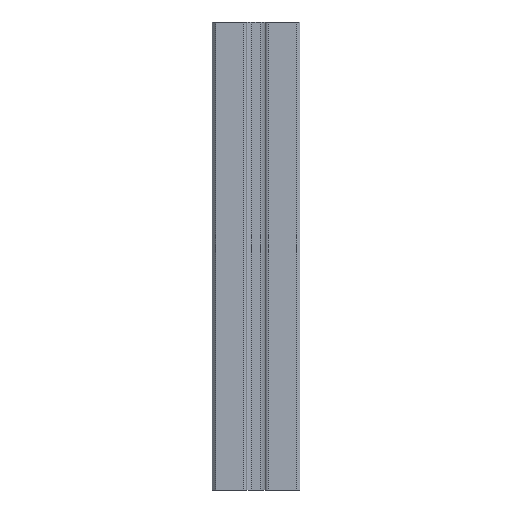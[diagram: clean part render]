
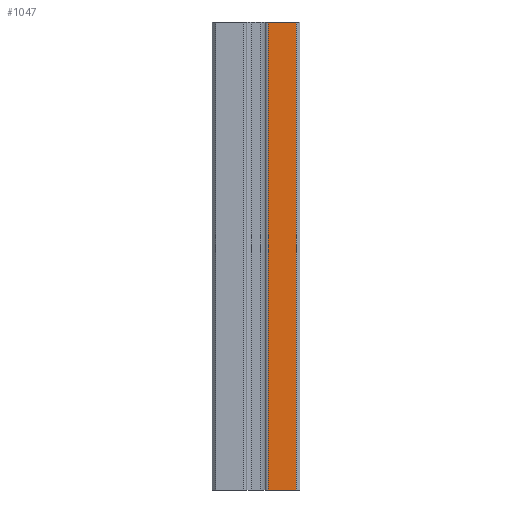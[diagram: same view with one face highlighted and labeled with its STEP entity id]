
A CAD part, left-side view. The second image highlights one B-rep face of the part: STEP entity #1047.
In plain terms, the highlighted planar face has unit normal (-1, 0, 0).
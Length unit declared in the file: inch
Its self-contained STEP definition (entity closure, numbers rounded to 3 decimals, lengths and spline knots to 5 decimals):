
#75 = EDGE_CURVE ( 'NONE', #1867, #2209, #2015, .T. ) ;
#125 = CARTESIAN_POINT ( 'NONE',  ( -0.75, -0.21, -4. ) ) ;
#507 = DIRECTION ( 'NONE',  ( 0., 0., -1. ) ) ;
#539 = DIRECTION ( 'NONE',  ( 0., -1., 0. ) ) ;
#555 = DIRECTION ( 'NONE',  ( 0., 0., -1. ) ) ;
#593 = VECTOR ( 'NONE', #555, 39.37008 ) ;
#609 = EDGE_CURVE ( 'NONE', #2043, #2280, #637, .T. ) ;
#637 = LINE ( 'NONE', #1649, #3121 ) ;
#673 = VECTOR ( 'NONE', #539, 39.37008 ) ;
#857 = CARTESIAN_POINT ( 'NONE',  ( -0.75, -0.21, 4. ) ) ;
#1026 = ORIENTED_EDGE ( 'NONE', *, *, #2720, .T. ) ;
#1047 = ADVANCED_FACE ( 'NONE', ( #1925 ), #2663, .F. ) ;
#1137 = ORIENTED_EDGE ( 'NONE', *, *, #2999, .F. ) ;
#1208 = DIRECTION ( 'NONE',  ( 1., 0., 0. ) ) ;
#1210 = CARTESIAN_POINT ( 'NONE',  ( -0.75, -0.69, 4. ) ) ;
#1330 = DIRECTION ( 'NONE',  ( 0., 0., -1. ) ) ;
#1384 = AXIS2_PLACEMENT_3D ( 'NONE', #2693, #1208, #507 ) ;
#1485 = LINE ( 'NONE', #1210, #593 ) ;
#1498 = CARTESIAN_POINT ( 'NONE',  ( -0.75, -0.69, 4. ) ) ;
#1649 = CARTESIAN_POINT ( 'NONE',  ( -0.75, -0.69, -4. ) ) ;
#1664 = ORIENTED_EDGE ( 'NONE', *, *, #75, .F. ) ;
#1696 = EDGE_LOOP ( 'NONE', ( #1026, #2094, #1137, #1664 ) ) ;
#1714 = CARTESIAN_POINT ( 'NONE',  ( -0.75, -0.21, 4. ) ) ;
#1715 = CARTESIAN_POINT ( 'NONE',  ( -0.75, -0.69, -4. ) ) ;
#1867 = VERTEX_POINT ( 'NONE', #1714 ) ;
#1925 = FACE_OUTER_BOUND ( 'NONE', #1696, .T. ) ;
#2015 = LINE ( 'NONE', #2725, #673 ) ;
#2043 = VERTEX_POINT ( 'NONE', #125 ) ;
#2094 = ORIENTED_EDGE ( 'NONE', *, *, #609, .T. ) ;
#2179 = VECTOR ( 'NONE', #1330, 39.37008 ) ;
#2209 = VERTEX_POINT ( 'NONE', #1498 ) ;
#2280 = VERTEX_POINT ( 'NONE', #1715 ) ;
#2592 = DIRECTION ( 'NONE',  ( 0., -1., 0. ) ) ;
#2663 = PLANE ( 'NONE',  #1384 ) ;
#2693 = CARTESIAN_POINT ( 'NONE',  ( -0.75, -0.69, 4. ) ) ;
#2720 = EDGE_CURVE ( 'NONE', #1867, #2043, #3042, .T. ) ;
#2725 = CARTESIAN_POINT ( 'NONE',  ( -0.75, -0.69, 4. ) ) ;
#2999 = EDGE_CURVE ( 'NONE', #2209, #2280, #1485, .T. ) ;
#3042 = LINE ( 'NONE', #857, #2179 ) ;
#3121 = VECTOR ( 'NONE', #2592, 39.37008 ) ;
